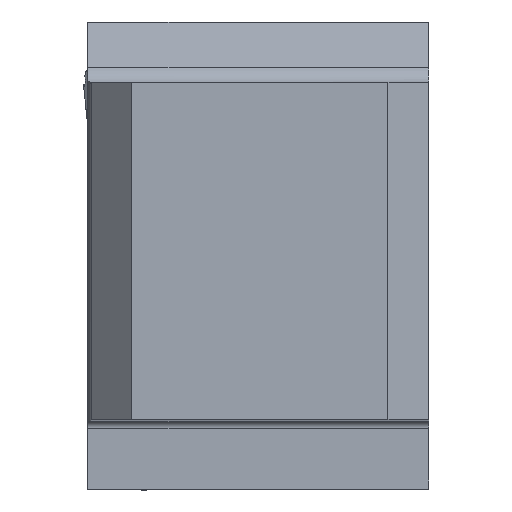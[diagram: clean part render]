
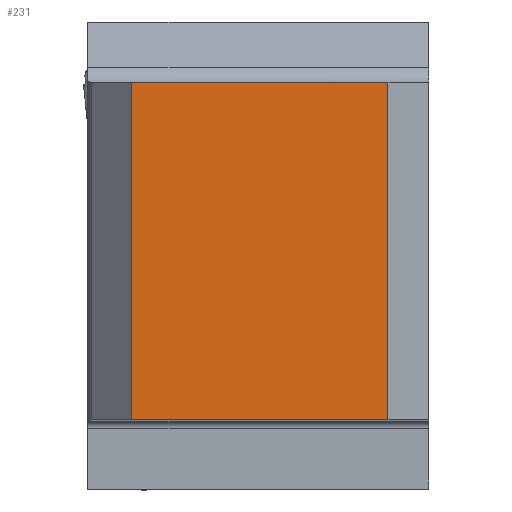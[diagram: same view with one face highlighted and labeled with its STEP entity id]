
A CAD part, top view. The second image highlights one B-rep face of the part: STEP entity #231.
In plain terms, the highlighted planar face has unit normal (0, 0, 1).
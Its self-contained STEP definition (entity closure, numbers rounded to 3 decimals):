
#231=ADVANCED_FACE('CU_BACK_SU1',(#355),#314,.F.);
#314=PLANE('',#1751);
#355=FACE_OUTER_BOUND('',#438,.T.);
#438=EDGE_LOOP('',(#521,#522,#523,#524));
#521=ORIENTED_EDGE('',*,*,#1132,.F.);
#522=ORIENTED_EDGE('',*,*,#1133,.T.);
#523=ORIENTED_EDGE('',*,*,#1134,.T.);
#524=ORIENTED_EDGE('',*,*,#1135,.F.);
#981=VERTEX_POINT('',#2321);
#982=VERTEX_POINT('',#2322);
#983=VERTEX_POINT('',#2324);
#984=VERTEX_POINT('',#2326);
#1132=EDGE_CURVE('',#981,#982,#1362,.T.);
#1133=EDGE_CURVE('',#981,#983,#1363,.T.);
#1134=EDGE_CURVE('',#983,#984,#1364,.T.);
#1135=EDGE_CURVE('',#982,#984,#1365,.T.);
#1362=LINE('',#2320,#1510);
#1363=LINE('',#2323,#1511);
#1364=LINE('',#2325,#1512);
#1365=LINE('',#2327,#1513);
#1510=VECTOR('',#1891,1.);
#1511=VECTOR('',#1892,1.);
#1512=VECTOR('',#1893,1.);
#1513=VECTOR('',#1894,1.);
#1751=AXIS2_PLACEMENT_3D('',#2328,#1895,#1896);
#1891=DIRECTION('',(0.,1.,0.));
#1892=DIRECTION('',(1.,0.,0.));
#1893=DIRECTION('',(0.,1.,0.));
#1894=DIRECTION('',(1.,0.,0.));
#1895=DIRECTION('',(0.,0.,-1.));
#1896=DIRECTION('',(-1.,0.,0.));
#2320=CARTESIAN_POINT('',(-21.925,0.,0.));
#2321=CARTESIAN_POINT('',(-21.925,0.,0.));
#2322=CARTESIAN_POINT('',(-21.925,24.925,0.));
#2323=CARTESIAN_POINT('',(-110.,0.,0.));
#2324=CARTESIAN_POINT('',(-3.,0.,0.));
#2325=CARTESIAN_POINT('',(-3.,0.,0.));
#2326=CARTESIAN_POINT('',(-3.,24.925,0.));
#2327=CARTESIAN_POINT('',(-110.,24.925,0.));
#2328=CARTESIAN_POINT('',(23.246,44.925,0.));
